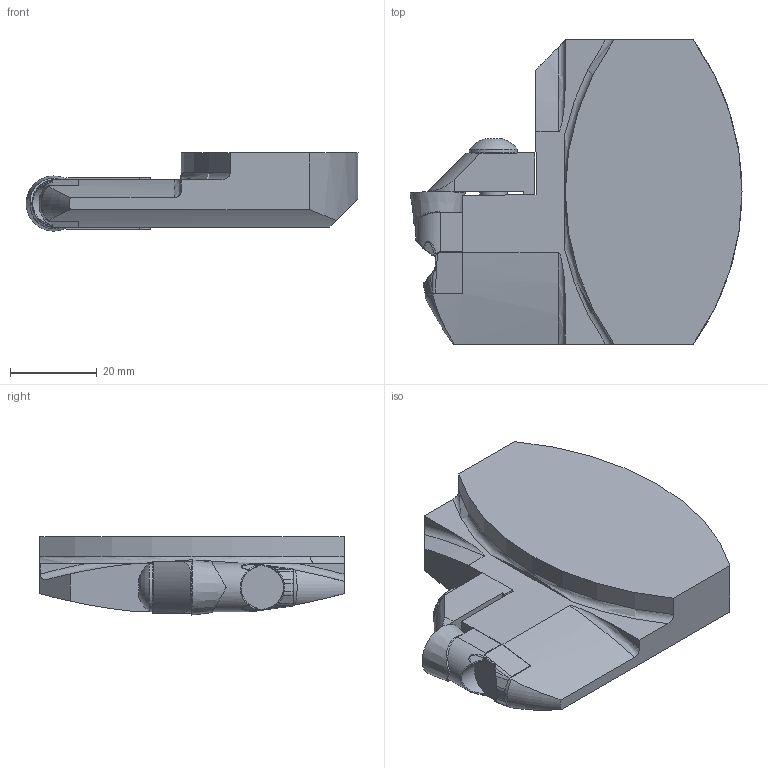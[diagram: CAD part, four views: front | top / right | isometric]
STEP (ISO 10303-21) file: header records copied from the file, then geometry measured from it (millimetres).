
FILE_DESCRIPTION(/* description */ (''),/* implementation_level */ '2;1');
FILE_NAME(/* name */ '1637579038235.stp',/* time_stamp */ '2021-11-22T16:34:15+05:00',/* author */ (''),/* organization */ ('SMS'),/* preprocessor_version */ 'ST-DEVELOPER v16.7',/* originating_system */ 'SIEMENS PLM Software NX 12.0',/* authorisation */ '');
FILE_SCHEMA (('AUTOMOTIVE_DESIGN { 1 0 10303 214 3 1 1 1 }'));
Length unit declared in the file: millimetre
Products named in the file (4): 203686977mod000_00; ASSEMBLY_CONSTRUCTION; 203716222mod000_01; 203716221mod000_01
Assembly tree (3 placements, depth 2):
  203716221mod000_01
    203716222mod000_01
    ASSEMBLY_CONSTRUCTION
    203686977mod000_00
Bounding box: 76.4 x 70 x 18 mm (x, y, z)
Volume: 53783.6 mm3; surface area: 12522.5 mm2
Topology: 2 solids, 2 shells, 121 faces, 305 edges, 198 vertices
Faces by surface type: plane 51, bspline 32, cylinder 28, torus 5, sphere 3, cone 2
Full cylindrical faces by diameter (mm): 6.35 x1, 11.1 x1
Entity records: 4458 total; most frequent: CARTESIAN_POINT 1576, ORIENTED_EDGE 588, DIRECTION 546, EDGE_CURVE 294, AXIS2_PLACEMENT_3D 214, VERTEX_POINT 185, EDGE_LOOP 131, ADVANCED_FACE 121
